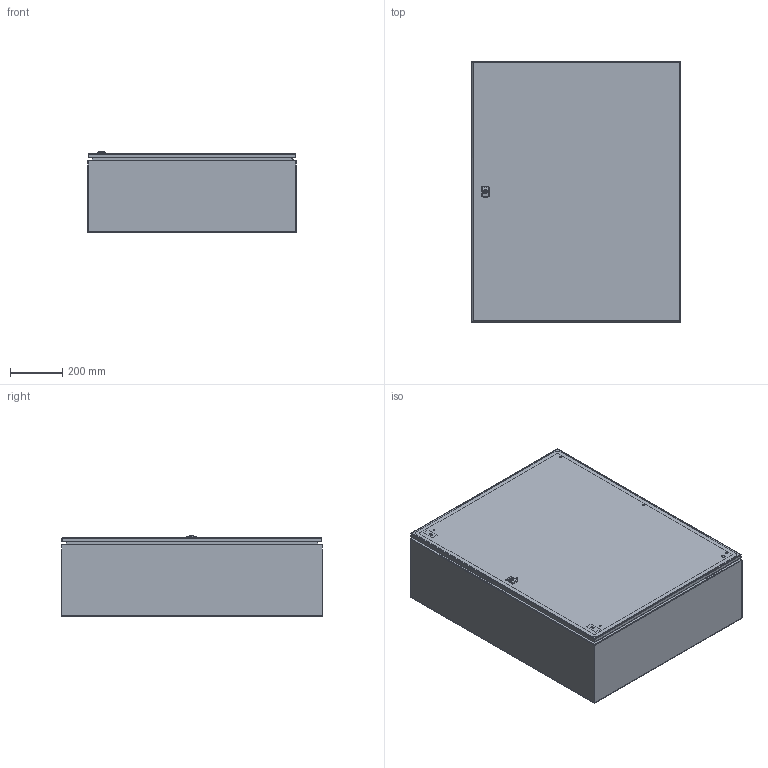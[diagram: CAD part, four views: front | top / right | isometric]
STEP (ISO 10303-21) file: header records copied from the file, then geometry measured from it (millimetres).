
FILE_DESCRIPTION( ( 'STEP AP214' ), '1' );
FILE_NAME( 'ASR1008030(1).stp', '2019-09-23T11:07:59', ( '' ), ( '' ), ' ', 'PARTsolutions', ' ' );
FILE_SCHEMA( ( 'AUTOMOTIVE_DESIGN { 1 0 10303 214 1 1 1 1 }' ) );
Length unit declared in the file: millimetre
Products named in the file (8): ASR1008030(1); _ASR1008030(1)_P1; _MMSH06SS(1)_right; _ADPS10080(1); _ALLS503_304(1,2.8,27.3); _ASRLS1000(1); _8844-0649-02(1)_Rod guide; _AMP10080_MPL(1)
Assembly tree (10 placements, depth 2):
  ASR1008030(1)
    _ASR1008030(1)_P1
    _MMSH06SS(1)_right  x3
    _ADPS10080(1)
    _ALLS503_304(1,2.8,27.3)
    _ASRLS1000(1)
    _8844-0649-02(1)_Rod guide  x2
    _AMP10080_MPL(1)
Bounding box: 800 x 1000 x 307.53 mm (x, y, z)
Volume: 6465518.2 mm3; surface area: 7137282.9 mm2
Topology: 10 solids, 11 shells, 1331 faces, 3036 edges, 1976 vertices
Faces by surface type: plane 809, cylinder 455, torus 32, cone 31, bspline 4
Full cylindrical faces by diameter (mm): 2 x132, 3 x1, 4 x4, 4.2 x6, 4.3 x3, 4.5 x12, 4.7 x2, 4.9 x6, 4.917 x1, 5.8 x6, 6 x15, 7 x8, 7.22 x1, 7.25 x7, 7.75 x2, 8 x12, 9 x12, 9.08 x7, 11.5 x1, 12 x2, 15 x4, 15.8 x1, 16 x8, 16.1 x1, 18 x1, 27 x1, 28.5 x1
Entity records: 42148 total; most frequent: CARTESIAN_POINT 5900, DIRECTION 5621, ORIENTED_EDGE 4760, EDGE_CURVE 2380, AXIS2_PLACEMENT_3D 2077, EDGE_LOOP 1823, VERTEX_POINT 1729, FACE_OUTER_BOUND 1471
